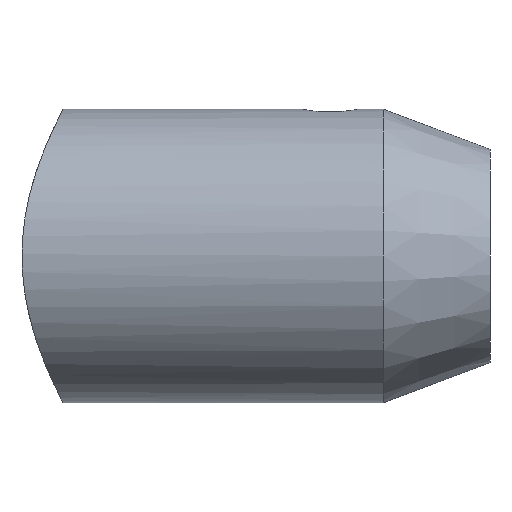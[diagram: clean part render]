
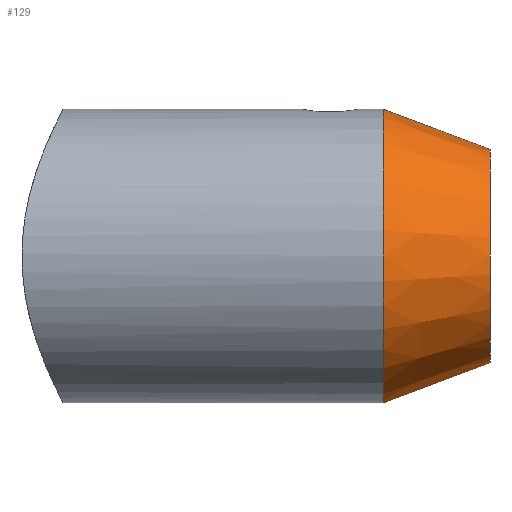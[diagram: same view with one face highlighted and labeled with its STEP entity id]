
A CAD part, front view. The second image highlights one B-rep face of the part: STEP entity #129.
In plain terms, the highlighted conical face has half-angle 20.556 degrees and reference radius 8 mm.
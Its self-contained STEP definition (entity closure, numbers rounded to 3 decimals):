
#16 = EDGE_LOOP ( 'NONE', ( #598, #721, #366, #682 ) ) ;
#17 = DIRECTION ( 'NONE',  ( 0., 0., 1. ) ) ;
#60 = DIRECTION ( 'NONE',  ( -0.936, 0., 0.351 ) ) ;
#81 = DIRECTION ( 'NONE',  ( -1., 0., 0. ) ) ;
#96 = CARTESIAN_POINT ( 'NONE',  ( 36., 0., 0. ) ) ;
#97 = VERTEX_POINT ( 'NONE', #363 ) ;
#100 = AXIS2_PLACEMENT_3D ( 'NONE', #674, #81, #730 ) ;
#129 = ADVANCED_FACE ( 'NONE', ( #282 ), #628, .T. ) ;
#133 = VECTOR ( 'NONE', #60, 1000. ) ;
#165 = AXIS2_PLACEMENT_3D ( 'NONE', #343, #205, #17 ) ;
#205 = DIRECTION ( 'NONE',  ( -1., 0., 0. ) ) ;
#282 = FACE_OUTER_BOUND ( 'NONE', #16, .T. ) ;
#343 = CARTESIAN_POINT ( 'NONE',  ( 36., 0., 0. ) ) ;
#363 = CARTESIAN_POINT ( 'NONE',  ( 28., 0., 11. ) ) ;
#366 = ORIENTED_EDGE ( 'NONE', *, *, #753, .T. ) ;
#380 = CIRCLE ( 'NONE', #165, 8. ) ;
#426 = EDGE_CURVE ( 'NONE', #683, #97, #738, .T. ) ;
#440 = EDGE_CURVE ( 'NONE', #546, #683, #795, .T. ) ;
#483 = DIRECTION ( 'NONE',  ( -1., 0., 0. ) ) ;
#496 = EDGE_CURVE ( 'NONE', #546, #501, #380, .T. ) ;
#501 = VERTEX_POINT ( 'NONE', #541 ) ;
#507 = CARTESIAN_POINT ( 'NONE',  ( 28., 0., -11. ) ) ;
#541 = CARTESIAN_POINT ( 'NONE',  ( 36., 0., 8. ) ) ;
#546 = VERTEX_POINT ( 'NONE', #603 ) ;
#551 = AXIS2_PLACEMENT_3D ( 'NONE', #96, #483, #626 ) ;
#598 = ORIENTED_EDGE ( 'NONE', *, *, #440, .F. ) ;
#603 = CARTESIAN_POINT ( 'NONE',  ( 36., 0., -8. ) ) ;
#626 = DIRECTION ( 'NONE',  ( 0., 0., 1. ) ) ;
#628 = CONICAL_SURFACE ( 'NONE', #551, 8., 0.359 ) ;
#674 = CARTESIAN_POINT ( 'NONE',  ( 28., 0., 0. ) ) ;
#682 = ORIENTED_EDGE ( 'NONE', *, *, #426, .F. ) ;
#683 = VERTEX_POINT ( 'NONE', #507 ) ;
#721 = ORIENTED_EDGE ( 'NONE', *, *, #496, .T. ) ;
#730 = DIRECTION ( 'NONE',  ( 0., 0., 1. ) ) ;
#738 = CIRCLE ( 'NONE', #100, 11. ) ;
#739 = CARTESIAN_POINT ( 'NONE',  ( 36., 0., -8. ) ) ;
#753 = EDGE_CURVE ( 'NONE', #501, #97, #782, .T. ) ;
#756 = VECTOR ( 'NONE', #805, 1000. ) ;
#782 = LINE ( 'NONE', #831, #133 ) ;
#795 = LINE ( 'NONE', #739, #756 ) ;
#805 = DIRECTION ( 'NONE',  ( -0.936, 0., -0.351 ) ) ;
#831 = CARTESIAN_POINT ( 'NONE',  ( 36., 0., 8. ) ) ;
